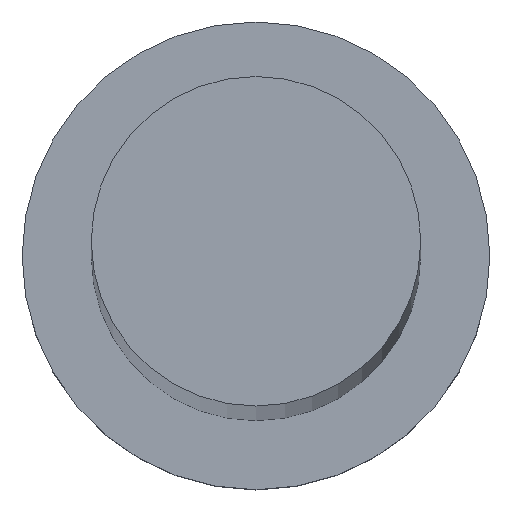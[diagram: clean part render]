
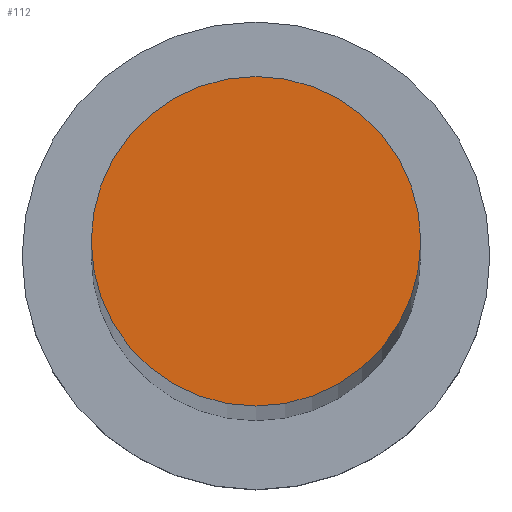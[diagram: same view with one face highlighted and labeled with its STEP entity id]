
A CAD part, top view. The second image highlights one B-rep face of the part: STEP entity #112.
In plain terms, the highlighted planar face has unit normal (0, 0, 1).
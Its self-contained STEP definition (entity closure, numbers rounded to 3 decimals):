
#12 = DIRECTION ( 'NONE',  ( 0., 0., 1. ) ) ;
#29 = AXIS2_PLACEMENT_3D ( 'NONE', #95, #12, #68 ) ;
#30 = PLANE ( 'NONE',  #100 ) ;
#37 = EDGE_CURVE ( 'NONE', #148, #201, #231, .T. ) ;
#46 = AXIS2_PLACEMENT_3D ( 'NONE', #153, #180, #194 ) ;
#55 = CARTESIAN_POINT ( 'NONE',  ( -7.75, 0., 400. ) ) ;
#68 = DIRECTION ( 'NONE',  ( 1., 0., 0. ) ) ;
#82 = FACE_OUTER_BOUND ( 'NONE', #96, .T. ) ;
#95 = CARTESIAN_POINT ( 'NONE',  ( 0., 0., 400. ) ) ;
#96 = EDGE_LOOP ( 'NONE', ( #228, #211 ) ) ;
#100 = AXIS2_PLACEMENT_3D ( 'NONE', #222, #172, #152 ) ;
#111 = CARTESIAN_POINT ( 'NONE',  ( 7.75, 0., 400. ) ) ;
#112 = ADVANCED_FACE ( 'NONE', ( #82 ), #30, .T. ) ;
#147 = EDGE_CURVE ( 'NONE', #201, #148, #225, .T. ) ;
#148 = VERTEX_POINT ( 'NONE', #55 ) ;
#152 = DIRECTION ( 'NONE',  ( 1., 0., 0. ) ) ;
#153 = CARTESIAN_POINT ( 'NONE',  ( 0., 0., 400. ) ) ;
#172 = DIRECTION ( 'NONE',  ( 0., 0., 1. ) ) ;
#180 = DIRECTION ( 'NONE',  ( 0., 0., 1. ) ) ;
#194 = DIRECTION ( 'NONE',  ( 1., 0., 0. ) ) ;
#201 = VERTEX_POINT ( 'NONE', #111 ) ;
#211 = ORIENTED_EDGE ( 'NONE', *, *, #147, .T. ) ;
#222 = CARTESIAN_POINT ( 'NONE',  ( 0., 0., 400. ) ) ;
#225 = CIRCLE ( 'NONE', #29, 7.75 ) ;
#228 = ORIENTED_EDGE ( 'NONE', *, *, #37, .T. ) ;
#231 = CIRCLE ( 'NONE', #46, 7.75 ) ;
